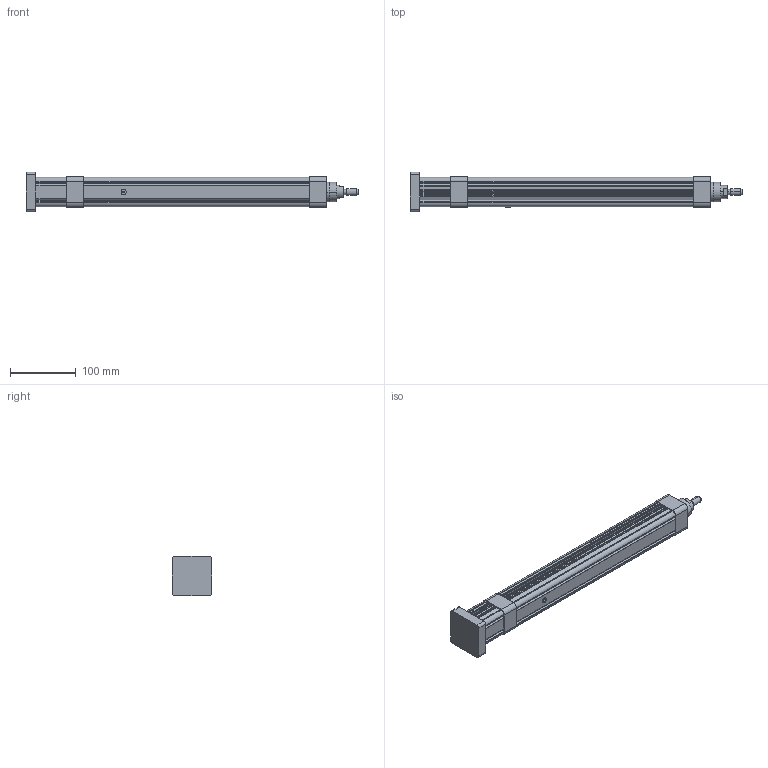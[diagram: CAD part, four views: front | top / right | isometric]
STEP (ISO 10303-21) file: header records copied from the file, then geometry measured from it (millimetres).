
FILE_DESCRIPTION(('HOOPS Exchange Step'),'2;1');
FILE_NAME('export-CADA7130-06FB-47A7-A1B0-731AC18309BF.stp','2024-03-09T14:30:41+01:00',('Engineering'),('Alibre'),'HOOPS Exchange 2021.0','Alibre','Unknown authorisation');
FILE_SCHEMA( ('AP242_MANAGED_MODEL_BASED_3D_ENGINEERING_MIM_LF {1 0 10303 442 1 1 4 }') );
Length unit declared in the file: millimetre
Products named in the file (6): 6487-1 Electronic Cylinder ISO 15552-B32-S260-P12-Non Geared-Anti rotation-IP55 IP65 - FRONT FLANGE; 6487-3 Electronic Cylinder ISO 15552-B32-S260-P12-Non Geared-Anti rotation-IP55 IP65 - BARREL; 6487-5 Electronic Cylinder ISO 15552-B32-S260-P12-Non Geared-Anti rotation-IP55 IP65 -; 6487-4 Electronic Cylinder ISO 15552-B32-S260-P12-Non Geared-Anti rotation-IP55 IP65 - HOUSING; 6487-2 Electronic Cylinder ISO 15552-B32-S260-P12-Non Geared-Anti rotation-IP55 IP65 - ROD; 6487 Electronic Cylinder ISO 15552-B32-S260-P12-Non Geared-Anti rotation-IP55 IP65
Assembly tree (5 placements, depth 2):
  6487 Electronic Cylinder ISO 15552-B32-S260-P12-Non Geared-Anti rotation-IP55 IP65
    6487-1 Electronic Cylinder ISO 15552-B32-S260-P12-Non Geared-Anti rotation-IP55 IP65 - FRONT FLANGE
    6487-3 Electronic Cylinder ISO 15552-B32-S260-P12-Non Geared-Anti rotation-IP55 IP65 - BARREL
    6487-5 Electronic Cylinder ISO 15552-B32-S260-P12-Non Geared-Anti rotation-IP55 IP65 -
    6487-4 Electronic Cylinder ISO 15552-B32-S260-P12-Non Geared-Anti rotation-IP55 IP65 - HOUSING
    6487-2 Electronic Cylinder ISO 15552-B32-S260-P12-Non Geared-Anti rotation-IP55 IP65 - ROD
Bounding box: 504 x 60 x 60 mm (x, y, z)
Volume: 685328.5 mm3; surface area: 185973.2 mm2
Topology: 5 solids, 5 shells, 429 faces, 1121 edges, 731 vertices
Faces by surface type: plane 217, cylinder 186, cone 22, torus 4
Entity records: 13375 total; most frequent: DIRECTION 2382, CARTESIAN_POINT 2294, ORIENTED_EDGE 2210, EDGE_CURVE 1105, AXIS2_PLACEMENT_3D 835, VERTEX_POINT 731, VECTOR 712, LINE 712
